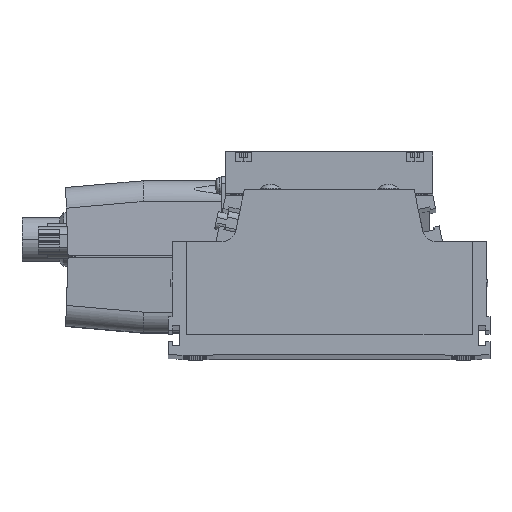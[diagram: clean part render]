
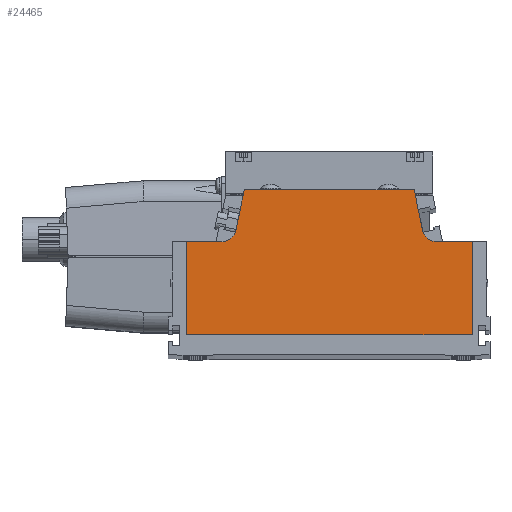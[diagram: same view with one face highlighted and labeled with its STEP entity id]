
A CAD part, top view. The second image highlights one B-rep face of the part: STEP entity #24465.
In plain terms, the highlighted planar face has unit normal (0, 0, 1).
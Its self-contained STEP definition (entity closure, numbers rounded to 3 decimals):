
#363 = CARTESIAN_POINT ( 'NONE',  ( -23.784, 17.45, 722.5 ) ) ;
#593 = EDGE_CURVE ( 'NONE', #23878, #7252, #13484, .T. ) ;
#882 = EDGE_CURVE ( 'NONE', #17292, #29277, #10959, .T. ) ;
#904 = CARTESIAN_POINT ( 'NONE',  ( -40., 3., 722.5 ) ) ;
#2401 = CARTESIAN_POINT ( 'NONE',  ( -30.049, 3., 722.5 ) ) ;
#2619 = CARTESIAN_POINT ( 'NONE',  ( -23.784, 17.45, 722.5 ) ) ;
#3328 = EDGE_CURVE ( 'NONE', #7252, #6458, #10757, .T. ) ;
#4087 = LINE ( 'NONE', #18402, #17430 ) ;
#4673 = DIRECTION ( 'NONE',  ( 0., 0., -1. ) ) ;
#4860 = ORIENTED_EDGE ( 'NONE', *, *, #3328, .T. ) ;
#5370 = LINE ( 'NONE', #17079, #15372 ) ;
#6313 = ORIENTED_EDGE ( 'NONE', *, *, #29794, .T. ) ;
#6446 = ORIENTED_EDGE ( 'NONE', *, *, #882, .T. ) ;
#6458 = VERTEX_POINT ( 'NONE', #10546 ) ;
#7009 = EDGE_CURVE ( 'NONE', #23878, #11534, #5370, .T. ) ;
#7252 = VERTEX_POINT ( 'NONE', #2401 ) ;
#7367 = ORIENTED_EDGE ( 'NONE', *, *, #19093, .T. ) ;
#7939 = VECTOR ( 'NONE', #13978, 1000. ) ;
#8194 = EDGE_LOOP ( 'NONE', ( #18551, #6446, #6313, #24270, #14985, #26457, #12751, #4860, #7367, #17372 ) ) ;
#8316 = DIRECTION ( 'NONE',  ( -1., 0., 0. ) ) ;
#8327 = CARTESIAN_POINT ( 'NONE',  ( 40., 84.488, 722.5 ) ) ;
#8546 = VECTOR ( 'NONE', #29923, 1000. ) ;
#9152 = DIRECTION ( 'NONE',  ( 1., 0., 0. ) ) ;
#9614 = LINE ( 'NONE', #363, #16610 ) ;
#9721 = EDGE_CURVE ( 'NONE', #11534, #12029, #9614, .T. ) ;
#10546 = CARTESIAN_POINT ( 'NONE',  ( -40., 3., 722.5 ) ) ;
#10757 = LINE ( 'NONE', #904, #11649 ) ;
#10944 = CARTESIAN_POINT ( 'NONE',  ( -40., -23.13, 722.5 ) ) ;
#10959 = LINE ( 'NONE', #27013, #8546 ) ;
#11068 = DIRECTION ( 'NONE',  ( 0., 0., -1. ) ) ;
#11534 = VERTEX_POINT ( 'NONE', #2619 ) ;
#11623 = VERTEX_POINT ( 'NONE', #20952 ) ;
#11649 = VECTOR ( 'NONE', #17856, 1000. ) ;
#12008 = AXIS2_PLACEMENT_3D ( 'NONE', #25629, #4673, #27796 ) ;
#12029 = VERTEX_POINT ( 'NONE', #27707 ) ;
#12684 = VERTEX_POINT ( 'NONE', #10944 ) ;
#12751 = ORIENTED_EDGE ( 'NONE', *, *, #593, .T. ) ;
#12787 = LINE ( 'NONE', #8327, #27619 ) ;
#13364 = EDGE_CURVE ( 'NONE', #17292, #11623, #12787, .T. ) ;
#13484 = CIRCLE ( 'NONE', #12008, 4. ) ;
#13675 = LINE ( 'NONE', #20929, #7939 ) ;
#13978 = DIRECTION ( 'NONE',  ( 0., -1., 0. ) ) ;
#14906 = DIRECTION ( 'NONE',  ( 0.204, 0.979, 0. ) ) ;
#14985 = ORIENTED_EDGE ( 'NONE', *, *, #9721, .F. ) ;
#15372 = VECTOR ( 'NONE', #14906, 1000. ) ;
#15967 = AXIS2_PLACEMENT_3D ( 'NONE', #26223, #23766, #16511 ) ;
#16127 = CARTESIAN_POINT ( 'NONE',  ( -40., -23.13, 722.5 ) ) ;
#16511 = DIRECTION ( 'NONE',  ( -1., 0., 0. ) ) ;
#16610 = VECTOR ( 'NONE', #9152, 1000. ) ;
#17079 = CARTESIAN_POINT ( 'NONE',  ( -26.797, 3., 722.5 ) ) ;
#17292 = VERTEX_POINT ( 'NONE', #28391 ) ;
#17372 = ORIENTED_EDGE ( 'NONE', *, *, #27272, .F. ) ;
#17430 = VECTOR ( 'NONE', #22881, 1000. ) ;
#17856 = DIRECTION ( 'NONE',  ( -1., 0., 0. ) ) ;
#18402 = CARTESIAN_POINT ( 'NONE',  ( 23.784, 17.45, 722.5 ) ) ;
#18551 = ORIENTED_EDGE ( 'NONE', *, *, #13364, .F. ) ;
#18894 = DIRECTION ( 'NONE',  ( -1., 0., 0. ) ) ;
#19093 = EDGE_CURVE ( 'NONE', #6458, #12684, #13675, .T. ) ;
#20929 = CARTESIAN_POINT ( 'NONE',  ( -40., 84.488, 722.5 ) ) ;
#20952 = CARTESIAN_POINT ( 'NONE',  ( 40., -23.13, 722.5 ) ) ;
#21858 = CARTESIAN_POINT ( 'NONE',  ( 26.133, 6.184, 722.5 ) ) ;
#22881 = DIRECTION ( 'NONE',  ( 0.204, -0.979, 0. ) ) ;
#23067 = LINE ( 'NONE', #16127, #25188 ) ;
#23766 = DIRECTION ( 'NONE',  ( 0., 0., -1. ) ) ;
#23878 = VERTEX_POINT ( 'NONE', #28741 ) ;
#24270 = ORIENTED_EDGE ( 'NONE', *, *, #26397, .F. ) ;
#24465 = ADVANCED_FACE ( 'NONE', ( #24811 ), #26973, .F. ) ;
#24657 = CARTESIAN_POINT ( 'NONE',  ( -40., 84.488, 722.5 ) ) ;
#24666 = DIRECTION ( 'NONE',  ( 0., -1., 0. ) ) ;
#24811 = FACE_OUTER_BOUND ( 'NONE', #8194, .T. ) ;
#25188 = VECTOR ( 'NONE', #18894, 1000. ) ;
#25629 = CARTESIAN_POINT ( 'NONE',  ( -30.049, 7., 722.5 ) ) ;
#26223 = CARTESIAN_POINT ( 'NONE',  ( 30.049, 7., 722.5 ) ) ;
#26397 = EDGE_CURVE ( 'NONE', #12029, #26954, #4087, .T. ) ;
#26457 = ORIENTED_EDGE ( 'NONE', *, *, #7009, .F. ) ;
#26954 = VERTEX_POINT ( 'NONE', #21858 ) ;
#26973 = PLANE ( 'NONE',  #28737 ) ;
#27013 = CARTESIAN_POINT ( 'NONE',  ( -40., 3., 722.5 ) ) ;
#27272 = EDGE_CURVE ( 'NONE', #11623, #12684, #23067, .T. ) ;
#27619 = VECTOR ( 'NONE', #24666, 1000. ) ;
#27663 = CARTESIAN_POINT ( 'NONE',  ( 30.049, 3., 722.5 ) ) ;
#27707 = CARTESIAN_POINT ( 'NONE',  ( 23.784, 17.45, 722.5 ) ) ;
#27796 = DIRECTION ( 'NONE',  ( -1., 0., 0. ) ) ;
#28391 = CARTESIAN_POINT ( 'NONE',  ( 40., 3., 722.5 ) ) ;
#28737 = AXIS2_PLACEMENT_3D ( 'NONE', #24657, #11068, #8316 ) ;
#28741 = CARTESIAN_POINT ( 'NONE',  ( -26.133, 6.184, 722.5 ) ) ;
#29260 = CIRCLE ( 'NONE', #15967, 4. ) ;
#29277 = VERTEX_POINT ( 'NONE', #27663 ) ;
#29794 = EDGE_CURVE ( 'NONE', #29277, #26954, #29260, .T. ) ;
#29923 = DIRECTION ( 'NONE',  ( -1., 0., 0. ) ) ;
